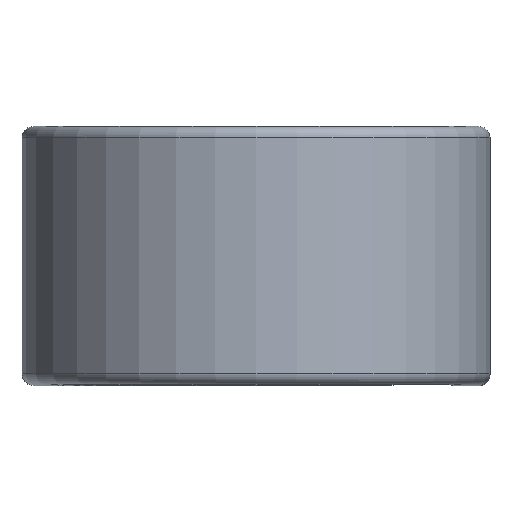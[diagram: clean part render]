
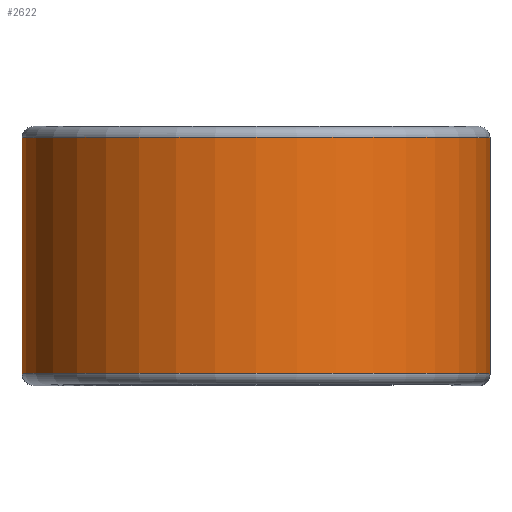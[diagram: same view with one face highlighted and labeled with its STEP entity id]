
A CAD part, top view. The second image highlights one B-rep face of the part: STEP entity #2622.
In plain terms, the highlighted cylindrical face has radius 15.812 mm (diameter 31.623 mm), a partial arc.
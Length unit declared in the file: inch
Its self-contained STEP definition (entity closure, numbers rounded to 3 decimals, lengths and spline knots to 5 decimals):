
#15 = LINE ( 'NONE', #2411, #641 ) ;
#49 = CIRCLE ( 'NONE', #590, 0.6225 ) ;
#103 = DIRECTION ( 'NONE',  ( 0., 0., -1. ) ) ;
#124 = DIRECTION ( 'NONE',  ( 0., 0., -1. ) ) ;
#216 = CARTESIAN_POINT ( 'NONE',  ( -0.6225, 0.31375, 1. ) ) ;
#340 = VERTEX_POINT ( 'NONE', #2150 ) ;
#392 = DIRECTION ( 'NONE',  ( 0., 0., -1. ) ) ;
#442 = CARTESIAN_POINT ( 'NONE',  ( -0.6225, -0.31375, 1. ) ) ;
#504 = ORIENTED_EDGE ( 'NONE', *, *, #2550, .F. ) ;
#590 = AXIS2_PLACEMENT_3D ( 'NONE', #2892, #1485, #103 ) ;
#623 = DIRECTION ( 'NONE',  ( 0., -1., 0. ) ) ;
#628 = CIRCLE ( 'NONE', #2446, 0.6225 ) ;
#641 = VECTOR ( 'NONE', #768, 39.37008 ) ;
#699 = VECTOR ( 'NONE', #1520, 39.37008 ) ;
#768 = DIRECTION ( 'NONE',  ( 0., 1., 0. ) ) ;
#851 = CARTESIAN_POINT ( 'NONE',  ( 0., 0.3125, 1. ) ) ;
#1023 = EDGE_CURVE ( 'NONE', #340, #1722, #628, .T. ) ;
#1221 = ORIENTED_EDGE ( 'NONE', *, *, #2801, .T. ) ;
#1485 = DIRECTION ( 'NONE',  ( 0., -1., 0. ) ) ;
#1512 = DIRECTION ( 'NONE',  ( 0., -1., 0. ) ) ;
#1520 = DIRECTION ( 'NONE',  ( 0., 1., 0. ) ) ;
#1719 = CARTESIAN_POINT ( 'NONE',  ( 0.6225, -0.31375, 1. ) ) ;
#1722 = VERTEX_POINT ( 'NONE', #216 ) ;
#1787 = AXIS2_PLACEMENT_3D ( 'NONE', #851, #623, #392 ) ;
#1811 = EDGE_LOOP ( 'NONE', ( #1221, #2259, #2817, #504 ) ) ;
#1926 = EDGE_CURVE ( 'NONE', #2255, #1722, #15, .T. ) ;
#2021 = VERTEX_POINT ( 'NONE', #1719 ) ;
#2150 = CARTESIAN_POINT ( 'NONE',  ( 0.6225, 0.31375, 1. ) ) ;
#2255 = VERTEX_POINT ( 'NONE', #442 ) ;
#2259 = ORIENTED_EDGE ( 'NONE', *, *, #1023, .T. ) ;
#2411 = CARTESIAN_POINT ( 'NONE',  ( -0.6225, 0.31375, 1. ) ) ;
#2446 = AXIS2_PLACEMENT_3D ( 'NONE', #2920, #1512, #124 ) ;
#2456 = FACE_OUTER_BOUND ( 'NONE', #1811, .T. ) ;
#2488 = LINE ( 'NONE', #2931, #699 ) ;
#2550 = EDGE_CURVE ( 'NONE', #2021, #2255, #49, .T. ) ;
#2622 = ADVANCED_FACE ( 'NONE', ( #2456 ), #2773, .T. ) ;
#2773 = CYLINDRICAL_SURFACE ( 'NONE', #1787, 0.6225 ) ;
#2801 = EDGE_CURVE ( 'NONE', #2021, #340, #2488, .T. ) ;
#2817 = ORIENTED_EDGE ( 'NONE', *, *, #1926, .F. ) ;
#2892 = CARTESIAN_POINT ( 'NONE',  ( 0., -0.31375, 1. ) ) ;
#2920 = CARTESIAN_POINT ( 'NONE',  ( 0., 0.31375, 1. ) ) ;
#2931 = CARTESIAN_POINT ( 'NONE',  ( 0.6225, 0.31375, 1. ) ) ;
